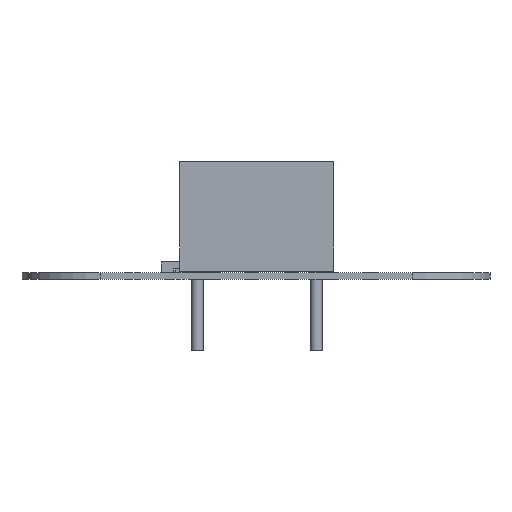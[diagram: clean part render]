
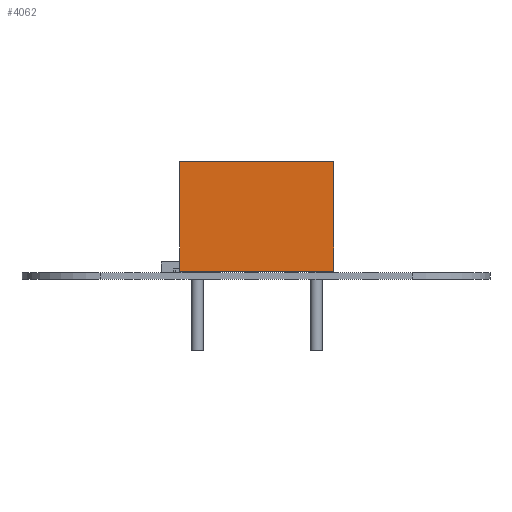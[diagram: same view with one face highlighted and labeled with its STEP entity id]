
A CAD part, front view. The second image highlights one B-rep face of the part: STEP entity #4062.
In plain terms, the highlighted face is planar.
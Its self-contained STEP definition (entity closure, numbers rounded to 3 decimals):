
#3964 = EDGE_CURVE('',#3965,#3967,#3969,.T.);
#3965 = VERTEX_POINT('',#3966);
#3966 = CARTESIAN_POINT('',(-3.22,-1.14,0.));
#3967 = VERTEX_POINT('',#3968);
#3968 = CARTESIAN_POINT('',(-3.22,-1.14,7.05));
#3969 = LINE('',#3970,#3971);
#3970 = CARTESIAN_POINT('',(-3.22,-1.14,0.));
#3971 = VECTOR('',#3972,1.);
#3972 = DIRECTION('',(0.,0.,1.));
#4037 = VERTEX_POINT('',#4038);
#4038 = CARTESIAN_POINT('',(-3.22,8.76,7.05));
#4044 = EDGE_CURVE('',#4045,#4037,#4047,.T.);
#4045 = VERTEX_POINT('',#4046);
#4046 = CARTESIAN_POINT('',(-3.22,8.76,0.));
#4047 = LINE('',#4048,#4049);
#4048 = CARTESIAN_POINT('',(-3.22,8.76,0.));
#4049 = VECTOR('',#4050,1.);
#4050 = DIRECTION('',(0.,0.,1.));
#4062 = ADVANCED_FACE('',(#4063),#4079,.F.);
#4063 = FACE_BOUND('',#4064,.F.);
#4064 = EDGE_LOOP('',(#4065,#4066,#4072,#4073));
#4065 = ORIENTED_EDGE('',*,*,#4044,.T.);
#4066 = ORIENTED_EDGE('',*,*,#4067,.T.);
#4067 = EDGE_CURVE('',#4037,#3967,#4068,.T.);
#4068 = LINE('',#4069,#4070);
#4069 = CARTESIAN_POINT('',(-3.22,8.76,7.05));
#4070 = VECTOR('',#4071,1.);
#4071 = DIRECTION('',(0.,-1.,0.));
#4072 = ORIENTED_EDGE('',*,*,#3964,.F.);
#4073 = ORIENTED_EDGE('',*,*,#4074,.F.);
#4074 = EDGE_CURVE('',#4045,#3965,#4075,.T.);
#4075 = LINE('',#4076,#4077);
#4076 = CARTESIAN_POINT('',(-3.22,8.76,0.));
#4077 = VECTOR('',#4078,1.);
#4078 = DIRECTION('',(0.,-1.,0.));
#4079 = PLANE('',#4080);
#4080 = AXIS2_PLACEMENT_3D('',#4081,#4082,#4083);
#4081 = CARTESIAN_POINT('',(-3.22,8.76,0.));
#4082 = DIRECTION('',(1.,0.,0.));
#4083 = DIRECTION('',(0.,-1.,0.));
